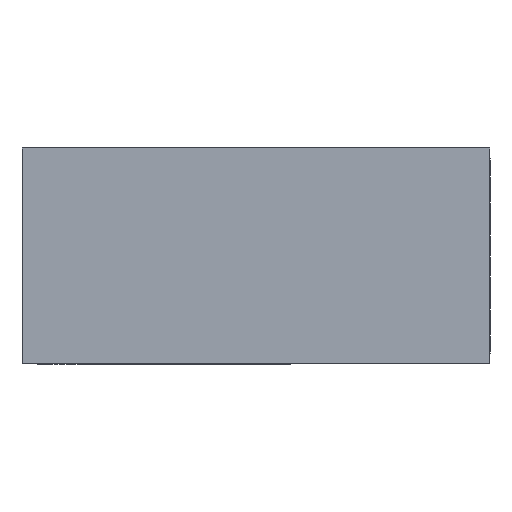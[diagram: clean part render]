
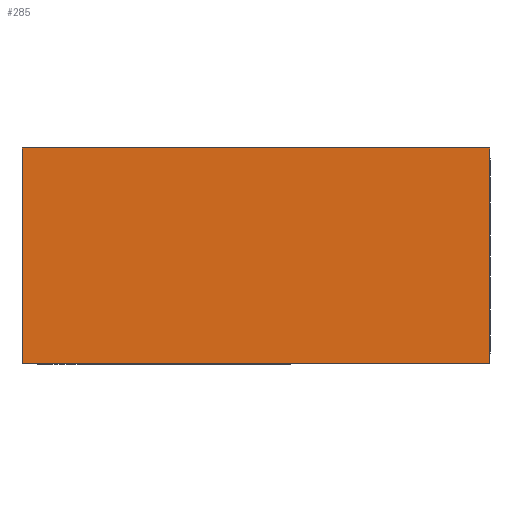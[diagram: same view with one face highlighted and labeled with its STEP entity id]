
A CAD part, front view. The second image highlights one B-rep face of the part: STEP entity #285.
In plain terms, the highlighted planar face has unit normal (0, -1, 0).
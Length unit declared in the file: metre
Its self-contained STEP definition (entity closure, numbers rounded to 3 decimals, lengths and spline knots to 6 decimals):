
#285 = ADVANCED_FACE( 'NONE', ( #659 ), #660, .F. );
#659 = FACE_OUTER_BOUND( '', #1138, .T. );
#660 = PLANE( '', #1139 );
#1138 = EDGE_LOOP( '', ( #1908, #1909, #1910, #1911 ) );
#1139 = AXIS2_PLACEMENT_3D( '', #1912, #1913, #1914 );
#1908 = ORIENTED_EDGE( '', *, *, #2889, .F. );
#1909 = ORIENTED_EDGE( '', *, *, #2890, .F. );
#1910 = ORIENTED_EDGE( '', *, *, #2891, .F. );
#1911 = ORIENTED_EDGE( '', *, *, #2799, .F. );
#1912 = CARTESIAN_POINT( '', ( -0.0325, -0.02, 0.015 ) );
#1913 = DIRECTION( '', ( 0., 1., 0. ) );
#1914 = DIRECTION( '', ( 1., 0., 0. ) );
#2799 = EDGE_CURVE( 'NONE', #3387, #3390, #3391, .T. );
#2889 = EDGE_CURVE( 'NONE', #3523, #3387, #3524, .T. );
#2890 = EDGE_CURVE( 'NONE', #3525, #3523, #3526, .T. );
#2891 = EDGE_CURVE( 'NONE', #3390, #3525, #3527, .T. );
#3387 = VERTEX_POINT( 'NONE', #4475 );
#3390 = VERTEX_POINT( 'NONE', #4479 );
#3391 = LINE( '', #4480, #4481 );
#3523 = VERTEX_POINT( 'NONE', #4818 );
#3524 = LINE( '', #4819, #4820 );
#3525 = VERTEX_POINT( 'NONE', #4821 );
#3526 = LINE( '', #4822, #4823 );
#3527 = LINE( '', #4824, #4825 );
#4475 = CARTESIAN_POINT( '', ( 0.0325, -0.02, 0.015 ) );
#4479 = CARTESIAN_POINT( '', ( 0.0325, -0.02, -0.015 ) );
#4480 = CARTESIAN_POINT( '', ( 0.0325, -0.02, 0.015 ) );
#4481 = VECTOR( '', #5562, 1. );
#4818 = CARTESIAN_POINT( '', ( -0.0325, -0.02, 0.015 ) );
#4819 = CARTESIAN_POINT( '', ( -0.0325, -0.02, 0.015 ) );
#4820 = VECTOR( '', #5641, 1. );
#4821 = CARTESIAN_POINT( '', ( -0.0325, -0.02, -0.015 ) );
#4822 = CARTESIAN_POINT( '', ( -0.0325, -0.02, 0.015 ) );
#4823 = VECTOR( '', #5642, 1. );
#4824 = CARTESIAN_POINT( '', ( 0.0325, -0.02, -0.015 ) );
#4825 = VECTOR( '', #5643, 1. );
#5562 = DIRECTION( '', ( 0., 0., -1. ) );
#5641 = DIRECTION( '', ( 1., 0., 0. ) );
#5642 = DIRECTION( '', ( 0., 0., 1. ) );
#5643 = DIRECTION( '', ( -1., 0., 0. ) );
